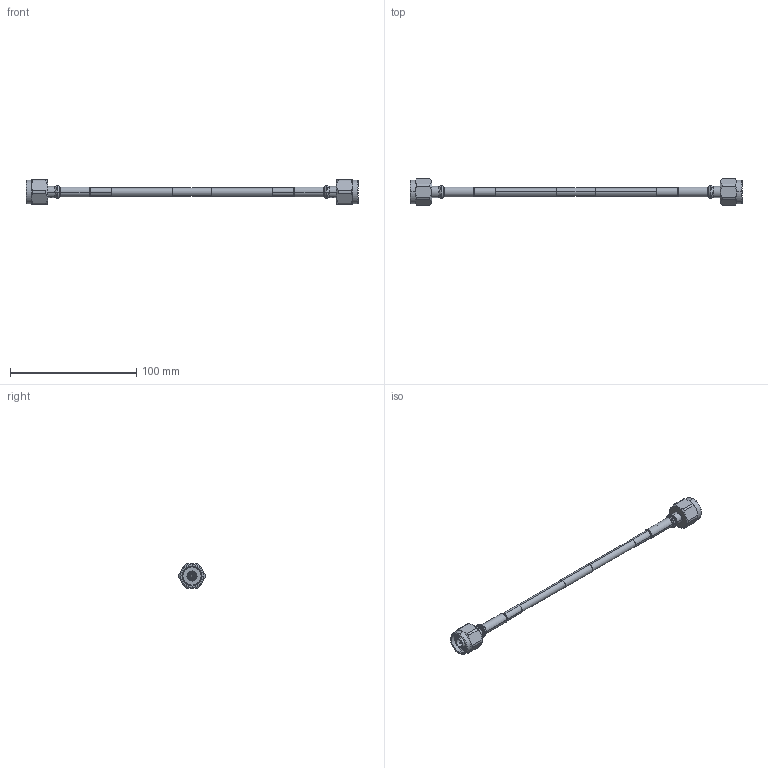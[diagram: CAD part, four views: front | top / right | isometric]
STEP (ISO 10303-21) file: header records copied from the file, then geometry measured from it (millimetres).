
FILE_DESCRIPTION (( 'STEP AP214' ), '1' );
FILE_NAME ('FMC0101925_3D.step', '2025-07-18T23:51:25', ( '' ), ( '' ), 'SwSTEP 2.0', 'SolidWorks 2022', '' );
FILE_SCHEMA (( 'AUTOMOTIVE_DESIGN' ));
Length unit declared in the file: inch
Products named in the file (8): Copy of PE45427 Contact^N Male_FMC0101925; FMC0101925_3D; Coax Cable^FMC0101925_WITH LABEL; N Male^FMC0101925; Copy of PE45427 BODY^N Male_FMC0101925; Heat Shrink^FMC0101925_Config 1; Copy of Insulation^N Male_FMC0101925; Copy of Gasket^N Male_FMC0101925
Assembly tree (9 placements, depth 3):
  FMC0101925_3D
    Coax Cable^FMC0101925_WITH LABEL
    N Male^FMC0101925  x2
      Copy of PE45427 BODY^N Male_FMC0101925
      Copy of PE45427 Contact^N Male_FMC0101925
      Copy of Insulation^N Male_FMC0101925
      Copy of Gasket^N Male_FMC0101925
    Heat Shrink^FMC0101925_Config 1  x2
Bounding box: 262.67 x 20.89 x 19 mm (x, y, z)
Volume: 15114 mm3; surface area: 16633.9 mm2
Topology: 11 solids, 11 shells, 312 faces, 698 edges, 416 vertices
Faces by surface type: cylinder 148, torus 56, plane 52, cone 50, bspline 6
Entity records: 6460 total; most frequent: CARTESIAN_POINT 2484, DIRECTION 823, ORIENTED_EDGE 712, EDGE_CURVE 356, AXIS2_PLACEMENT_3D 356, VERTEX_POINT 214, CIRCLE 185, EDGE_LOOP 180
